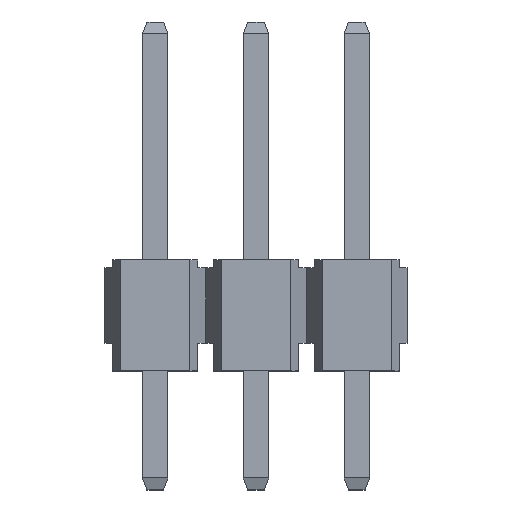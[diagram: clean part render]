
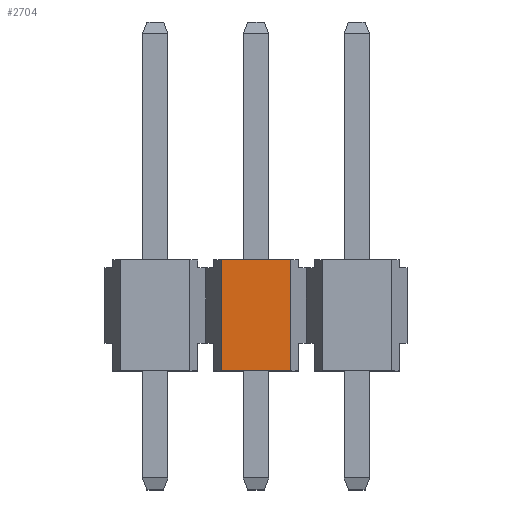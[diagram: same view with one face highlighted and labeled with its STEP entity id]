
A CAD part, top view. The second image highlights one B-rep face of the part: STEP entity #2704.
In plain terms, the highlighted planar face has unit normal (0, 0, 1).
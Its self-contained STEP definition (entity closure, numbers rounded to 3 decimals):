
#775 = DIRECTION ( 'NONE',  ( 0., -1., 0. ) ) ;
#776 = VECTOR ( 'NONE', #775, 1000. ) ;
#777 = CARTESIAN_POINT ( 'NONE',  ( -1.67, 2.8, 1.27 ) ) ;
#778 = LINE ( 'NONE', #777, #776 ) ;
#779 = CARTESIAN_POINT ( 'NONE',  ( -1.67, 0., 1.27 ) ) ;
#780 = DIRECTION ( 'NONE',  ( 1., 0., 0. ) ) ;
#781 = VECTOR ( 'NONE', #780, 1000. ) ;
#782 = CARTESIAN_POINT ( 'NONE',  ( -3.41, 0., 1.27 ) ) ;
#783 = LINE ( 'NONE', #782, #781 ) ;
#797 = DIRECTION ( 'NONE',  ( 0., -1., 0. ) ) ;
#798 = VECTOR ( 'NONE', #797, 1000. ) ;
#799 = CARTESIAN_POINT ( 'NONE',  ( -3.41, 2.8, 1.27 ) ) ;
#800 = LINE ( 'NONE', #799, #798 ) ;
#801 = CARTESIAN_POINT ( 'NONE',  ( -3.41, 0., 1.27 ) ) ;
#805 = DIRECTION ( 'NONE',  ( -1., 0., 0. ) ) ;
#806 = DIRECTION ( 'NONE',  ( 0., 0., -1. ) ) ;
#808 = CARTESIAN_POINT ( 'NONE',  ( -3.41, 2.8, 1.27 ) ) ;
#809 = AXIS2_PLACEMENT_3D ( 'NONE', #808, #806, #805 ) ;
#810 = FACE_OUTER_BOUND ( 'NONE', #2705, .T. ) ;
#816 = PLANE ( 'NONE',  #809 ) ;
#2190 = EDGE_CURVE ( 'NONE', #2334, #2358, #3371, .T. ) ;
#2334 = VERTEX_POINT ( 'NONE', #3662 ) ;
#2358 = VERTEX_POINT ( 'NONE', #3685 ) ;
#2681 = ORIENTED_EDGE ( 'NONE', *, *, #2682, .T. ) ;
#2682 = EDGE_CURVE ( 'NONE', #2707, #2683, #783, .T. ) ;
#2683 = VERTEX_POINT ( 'NONE', #779 ) ;
#2684 = ORIENTED_EDGE ( 'NONE', *, *, #2685, .F. ) ;
#2685 = EDGE_CURVE ( 'NONE', #2358, #2683, #778, .T. ) ;
#2686 = ORIENTED_EDGE ( 'NONE', *, *, #2190, .F. ) ;
#2687 = ORIENTED_EDGE ( 'NONE', *, *, #2709, .T. ) ;
#2704 = ADVANCED_FACE ( 'NONE', ( #810 ), #816, .F. ) ;
#2705 = EDGE_LOOP ( 'NONE', ( #2681, #2684, #2686, #2687 ) ) ;
#2707 = VERTEX_POINT ( 'NONE', #801 ) ;
#2709 = EDGE_CURVE ( 'NONE', #2334, #2707, #800, .T. ) ;
#3368 = DIRECTION ( 'NONE',  ( 1., 0., 0. ) ) ;
#3369 = VECTOR ( 'NONE', #3368, 1000. ) ;
#3370 = CARTESIAN_POINT ( 'NONE',  ( -3.41, 2.8, 1.27 ) ) ;
#3371 = LINE ( 'NONE', #3370, #3369 ) ;
#3662 = CARTESIAN_POINT ( 'NONE',  ( -3.41, 2.8, 1.27 ) ) ;
#3685 = CARTESIAN_POINT ( 'NONE',  ( -1.67, 2.8, 1.27 ) ) ;
